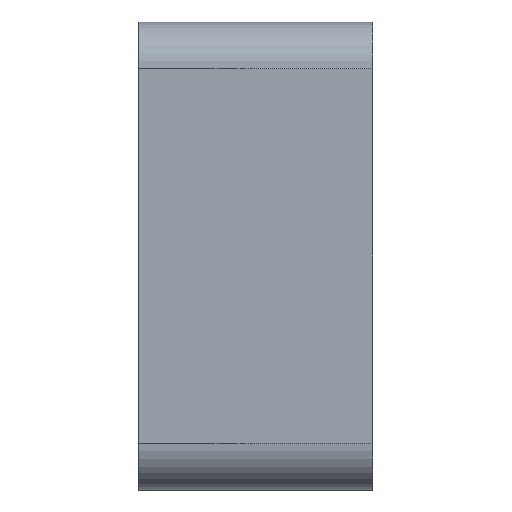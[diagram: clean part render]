
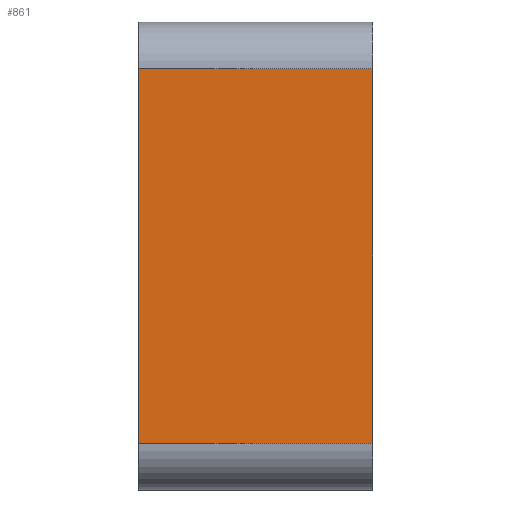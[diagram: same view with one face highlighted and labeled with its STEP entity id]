
A CAD part, left-side view. The second image highlights one B-rep face of the part: STEP entity #861.
In plain terms, the highlighted planar face has unit normal (-1, 0, 0).
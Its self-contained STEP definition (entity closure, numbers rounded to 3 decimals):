
#9 = DIRECTION ( 'NONE',  ( 0., 0., 1. ) ) ;
#35 = LINE ( 'NONE', #152, #237 ) ;
#69 = VECTOR ( 'NONE', #798, 1000. ) ;
#128 = EDGE_CURVE ( 'NONE', #183, #532, #483, .T. ) ;
#134 = VECTOR ( 'NONE', #454, 1000. ) ;
#150 = CARTESIAN_POINT ( 'NONE',  ( -9., 0., -3. ) ) ;
#152 = CARTESIAN_POINT ( 'NONE',  ( -9., -5., -3. ) ) ;
#169 = LINE ( 'NONE', #825, #529 ) ;
#182 = CARTESIAN_POINT ( 'NONE',  ( -9., -5., 5. ) ) ;
#183 = VERTEX_POINT ( 'NONE', #804 ) ;
#189 = LINE ( 'NONE', #807, #134 ) ;
#216 = ORIENTED_EDGE ( 'NONE', *, *, #128, .T. ) ;
#237 = VECTOR ( 'NONE', #417, 1000. ) ;
#270 = AXIS2_PLACEMENT_3D ( 'NONE', #827, #895, #9 ) ;
#353 = EDGE_LOOP ( 'NONE', ( #793, #420, #216, #791 ) ) ;
#417 = DIRECTION ( 'NONE',  ( 0., -1., 0. ) ) ;
#420 = ORIENTED_EDGE ( 'NONE', *, *, #748, .T. ) ;
#454 = DIRECTION ( 'NONE',  ( 0., 1., 0. ) ) ;
#483 = LINE ( 'NONE', #726, #69 ) ;
#498 = EDGE_CURVE ( 'NONE', #532, #734, #189, .T. ) ;
#527 = PLANE ( 'NONE',  #270 ) ;
#529 = VECTOR ( 'NONE', #542, 1000. ) ;
#532 = VERTEX_POINT ( 'NONE', #182 ) ;
#542 = DIRECTION ( 'NONE',  ( 0., 0., 1. ) ) ;
#576 = EDGE_CURVE ( 'NONE', #829, #734, #169, .T. ) ;
#637 = FACE_OUTER_BOUND ( 'NONE', #353, .T. ) ;
#726 = CARTESIAN_POINT ( 'NONE',  ( -9., -5., 6. ) ) ;
#734 = VERTEX_POINT ( 'NONE', #765 ) ;
#748 = EDGE_CURVE ( 'NONE', #829, #183, #35, .T. ) ;
#765 = CARTESIAN_POINT ( 'NONE',  ( -9., 0., 5. ) ) ;
#791 = ORIENTED_EDGE ( 'NONE', *, *, #498, .T. ) ;
#793 = ORIENTED_EDGE ( 'NONE', *, *, #576, .F. ) ;
#798 = DIRECTION ( 'NONE',  ( 0., 0., 1. ) ) ;
#804 = CARTESIAN_POINT ( 'NONE',  ( -9., -5., -3. ) ) ;
#807 = CARTESIAN_POINT ( 'NONE',  ( -9., -5., 5. ) ) ;
#825 = CARTESIAN_POINT ( 'NONE',  ( -9., 0., 6. ) ) ;
#827 = CARTESIAN_POINT ( 'NONE',  ( -9., -5., 6. ) ) ;
#829 = VERTEX_POINT ( 'NONE', #150 ) ;
#861 = ADVANCED_FACE ( 'NONE', ( #637 ), #527, .T. ) ;
#895 = DIRECTION ( 'NONE',  ( -1., 0., 0. ) ) ;
